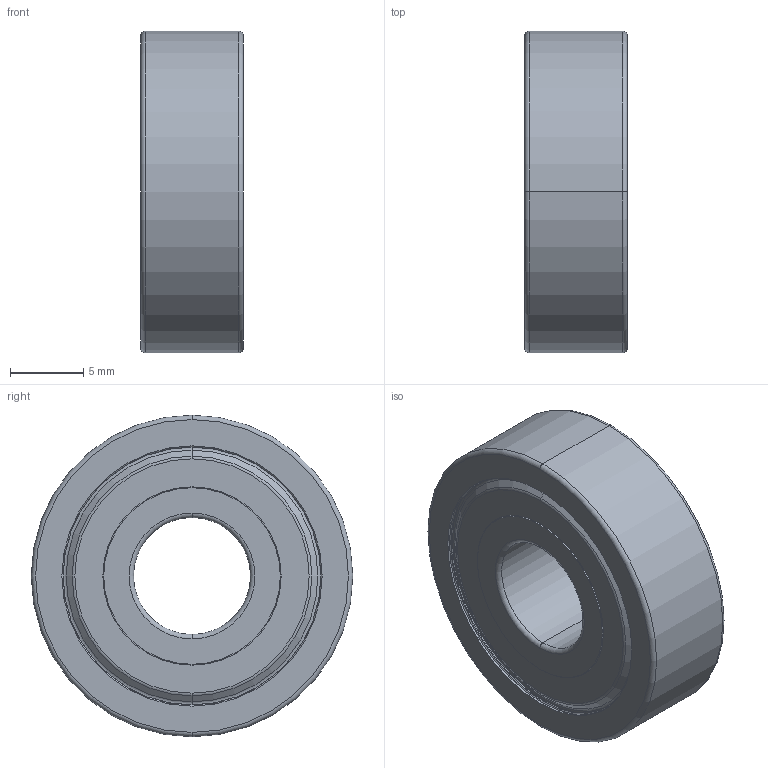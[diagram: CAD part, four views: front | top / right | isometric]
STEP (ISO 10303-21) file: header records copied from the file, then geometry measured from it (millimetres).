
FILE_DESCRIPTION((''),'2;1');
FILE_NAME('608_OPEN_-_EA029_SW0001','2025-12-19T17:03:54',('qinghui.yi'),(''),'CREO PARAMETRIC BY PTC INC, 2019164','CREO PARAMETRIC BY PTC INC, 2019164','');
FILE_SCHEMA(('CONFIG_CONTROL_DESIGN','SHAPE_APPEARANCE_LAYERS_GROUPS'));
Length unit declared in the file: millimetre
Products named in the file (1): 608_OPEN_-_EA029_SW0001
Bounding box: 7 x 22 x 22 mm (x, y, z)
Volume: 1399.7 mm3; surface area: 2330.1 mm2
Topology: 2 solids, 2 shells, 88 faces, 180 edges, 106 vertices
Faces by surface type: torus 34, cylinder 24, cone 16, plane 14
Entity records: 2595 total; most frequent: DIRECTION 496, CARTESIAN_POINT 374, ORIENTED_EDGE 360, AXIS2_PLACEMENT_3D 228, COLOUR_RGB 196, EDGE_CURVE 180, CIRCLE 140, VERTEX_POINT 106
